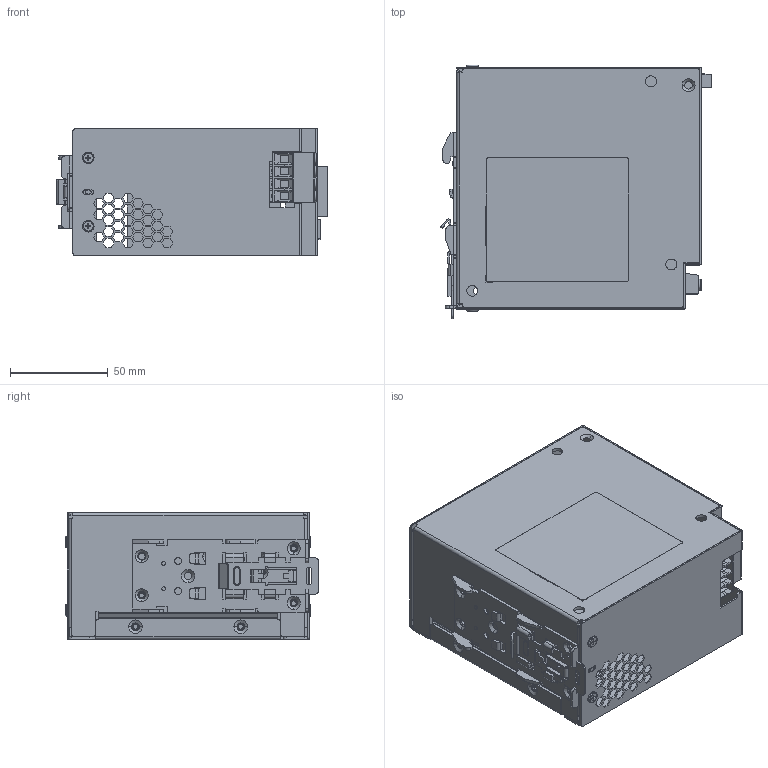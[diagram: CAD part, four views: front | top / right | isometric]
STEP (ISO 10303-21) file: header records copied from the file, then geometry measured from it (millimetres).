
FILE_DESCRIPTION (( 'STEP AP214' ), '1' );
FILE_NAME ('PSN24-480-3.step', '2020-09-01T14:30:42', ( '' ), ( '' ), 'SwSTEP 2.0', 'SolidWorks 2019', '' );
FILE_SCHEMA (( 'AUTOMOTIVE_DESIGN' ));
Length unit declared in the file: inch
Products named in the file (1): PSN24-480-3
Bounding box: 138.89 x 130 x 65.05 mm (x, y, z)
Volume: 98534.8 mm3; surface area: 168586.2 mm2
Topology: 21 solids, 23 shells, 2601 faces, 6857 edges, 4409 vertices
Faces by surface type: plane 1942, cylinder 526, cone 76, bspline 35, torus 22
Full cylindrical faces by diameter (mm): 3 x4, 3.4 x1, 3.9 x2, 4 x2, 4.7 x4, 4.9 x4, 5.2 x4, 5.75 x4
Entity records: 121742 total; most frequent: CARTESIAN_POINT 25462, ORIENTED_EDGE 13582, DIRECTION 12694, EDGE_CURVE 6791, LINE 5372, VECTOR 5372, VERTEX_POINT 4384, AXIS2_PLACEMENT_3D 3661
